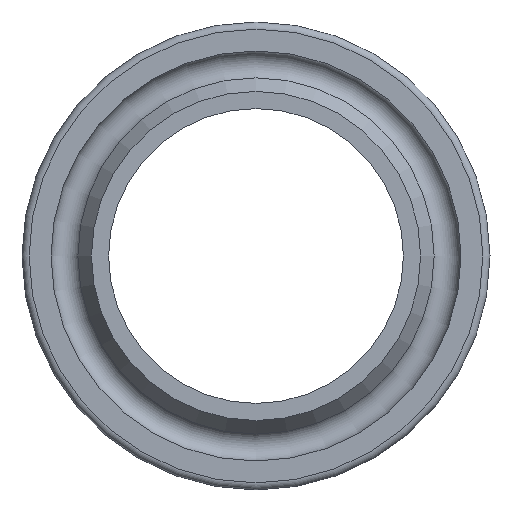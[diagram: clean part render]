
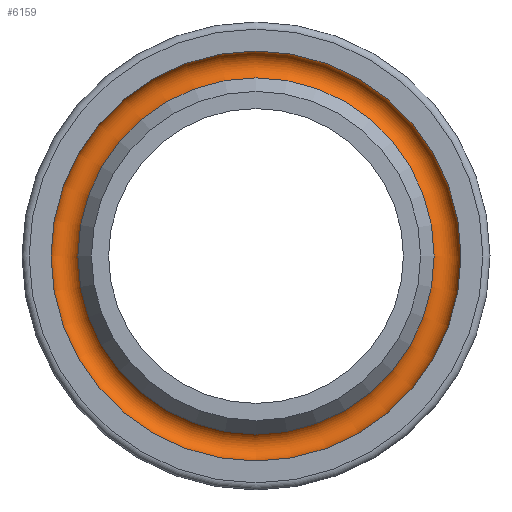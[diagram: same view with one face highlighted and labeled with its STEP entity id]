
A CAD part, left-side view. The second image highlights one B-rep face of the part: STEP entity #6159.
In plain terms, the highlighted toroidal (fillet/blend) face has major radius 10.16 mm and minor radius 0.787 mm.
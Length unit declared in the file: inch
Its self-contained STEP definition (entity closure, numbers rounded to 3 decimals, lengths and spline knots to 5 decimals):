
#20=TOROIDAL_SURFACE('',#6584,0.4,0.031);
#116=FACE_BOUND('',#1149,.T.);
#756=FACE_OUTER_BOUND('',#1148,.T.);
#1148=EDGE_LOOP('',(#5749));
#1149=EDGE_LOOP('',(#5750));
#1317=CIRCLE('',#6583,0.37461);
#1318=CIRCLE('',#6585,0.431);
#3042=VERTEX_POINT('',#13152);
#3043=VERTEX_POINT('',#13155);
#3945=EDGE_CURVE('',#3042,#3042,#1317,.T.);
#3946=EDGE_CURVE('',#3043,#3043,#1318,.T.);
#5749=ORIENTED_EDGE('',*,*,#3946,.T.);
#5750=ORIENTED_EDGE('',*,*,#3945,.F.);
#6159=ADVANCED_FACE('',(#756,#116),#20,.F.);
#6583=AXIS2_PLACEMENT_3D('',#13153,#7853,#7854);
#6584=AXIS2_PLACEMENT_3D('',#13154,#7855,#7856);
#6585=AXIS2_PLACEMENT_3D('',#13156,#7857,#7858);
#7853=DIRECTION('center_axis',(-1.,0.,0.));
#7854=DIRECTION('ref_axis',(0.,0.,1.));
#7855=DIRECTION('center_axis',(-1.,0.,0.));
#7856=DIRECTION('ref_axis',(0.,0.,1.));
#7857=DIRECTION('center_axis',(-1.,0.,0.));
#7858=DIRECTION('ref_axis',(0.,0.,1.));
#13152=CARTESIAN_POINT('',(0.07178,0.37461,0.));
#13153=CARTESIAN_POINT('Origin',(0.07178,0.,0.));
#13154=CARTESIAN_POINT('Origin',(0.054,0.,0.));
#13155=CARTESIAN_POINT('',(0.054,0.431,0.));
#13156=CARTESIAN_POINT('Origin',(0.054,0.,0.));
